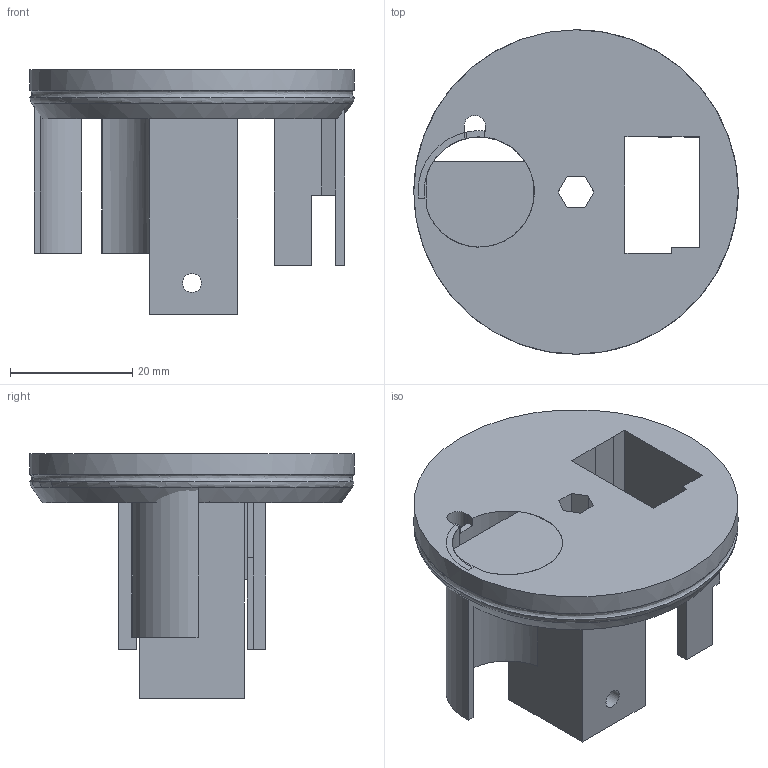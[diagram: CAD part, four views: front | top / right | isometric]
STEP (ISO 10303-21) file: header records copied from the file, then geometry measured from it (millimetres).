
FILE_DESCRIPTION(/* description */ (''),/* implementation_level */ '2;1');
FILE_NAME(/* name */ 'Base.step',/* time_stamp */ '2025-05-01T15:54:46+01:00',/* author */ (''),/* organization */ (''),/* preprocessor_version */ 'ST-DEVELOPER v20.1',/* originating_system */ 'Autodesk Translation Framework v14.4.0.0',/* authorisation */ '');
FILE_SCHEMA (('AUTOMOTIVE_DESIGN { 1 0 10303 214 3 1 1 }'));
Length unit declared in the file: millimetre
Products named in the file (1): Base
Bounding box: 53 x 53 x 40 mm (x, y, z)
Volume: 19539.7 mm3; surface area: 12731.4 mm2
Topology: 5 solids, 5 shells, 106 faces, 285 edges, 184 vertices
Faces by surface type: plane 80, cylinder 22, cone 2, torus 1, bspline 1
Full cylindrical faces by diameter (mm): 0.8 x2, 3.1 x2, 53 x1
Entity records: 3524 total; most frequent: CARTESIAN_POINT 797, ORIENTED_EDGE 570, DIRECTION 543, EDGE_CURVE 285, LINE 215, VECTOR 215, VERTEX_POINT 184, AXIS2_PLACEMENT_3D 164
